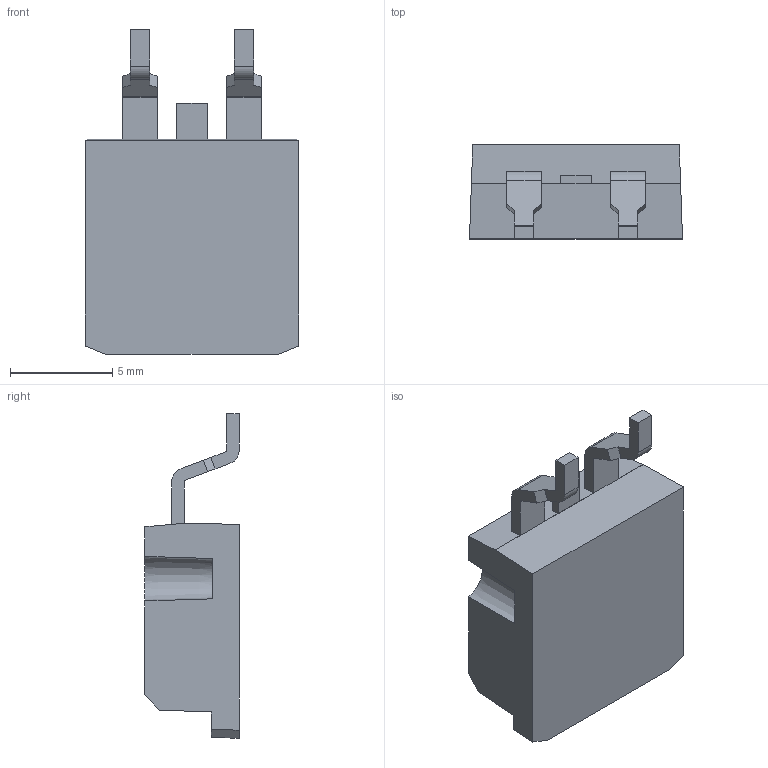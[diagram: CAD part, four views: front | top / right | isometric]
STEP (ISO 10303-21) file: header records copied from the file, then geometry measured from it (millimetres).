
FILE_DESCRIPTION (( 'STEP AP214' ), '1' );
FILE_NAME ('CD00096467.STEP', '2015-03-09T13:56:18', ( '' ), ( '' ), 'SwSTEP 2.0', 'SolidWorks 2011', '' );
FILE_SCHEMA (( 'AUTOMOTIVE_DESIGN' ));
Length unit declared in the file: millimetre
Products named in the file (1): CD00096467
Bounding box: 10.4 x 4.6 x 15.85 mm (x, y, z)
Volume: 446.7 mm3; surface area: 455.9 mm2
Topology: 1 solids, 1 shells, 61 faces, 168 edges, 110 vertices
Faces by surface type: plane 49, cylinder 10, cone 2
Entity records: 2166 total; most frequent: CARTESIAN_POINT 364, ORIENTED_EDGE 336, DIRECTION 312, EDGE_CURVE 168, VECTOR 140, LINE 140, VERTEX_POINT 110, AXIS2_PLACEMENT_3D 86
